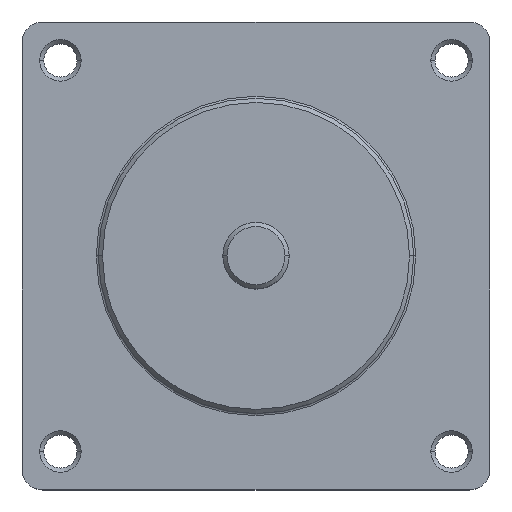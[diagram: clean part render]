
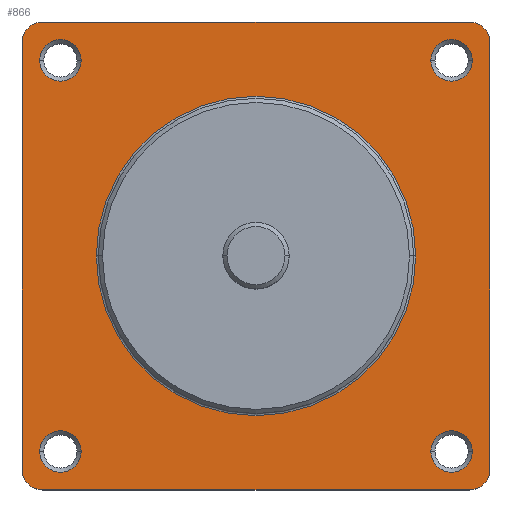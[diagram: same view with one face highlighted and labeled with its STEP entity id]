
A CAD part, top view. The second image highlights one B-rep face of the part: STEP entity #866.
In plain terms, the highlighted planar face has unit normal (0, 0, 1).
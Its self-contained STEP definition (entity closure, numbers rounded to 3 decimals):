
#345=CARTESIAN_POINT('Vertex',(47.45,28.2,54.)) ;
#348=CARTESIAN_POINT('Axis2P3D Location',(28.2,28.2,54.)) ;
#352=CARTESIAN_POINT('Vertex',(8.95,28.2,54.)) ;
#377=CARTESIAN_POINT('Axis2P3D Location',(28.2,28.2,54.)) ;
#455=CARTESIAN_POINT('Vertex',(7.13,51.77,54.)) ;
#458=CARTESIAN_POINT('Axis2P3D Location',(4.63,51.77,54.)) ;
#462=CARTESIAN_POINT('Vertex',(2.13,51.77,54.)) ;
#482=CARTESIAN_POINT('Axis2P3D Location',(4.63,51.77,54.)) ;
#560=CARTESIAN_POINT('Vertex',(7.13,4.63,54.)) ;
#563=CARTESIAN_POINT('Axis2P3D Location',(4.63,4.63,54.)) ;
#567=CARTESIAN_POINT('Vertex',(2.13,4.63,54.)) ;
#587=CARTESIAN_POINT('Axis2P3D Location',(4.63,4.63,54.)) ;
#665=CARTESIAN_POINT('Vertex',(54.27,4.63,54.)) ;
#668=CARTESIAN_POINT('Axis2P3D Location',(51.77,4.63,54.)) ;
#672=CARTESIAN_POINT('Vertex',(49.27,4.63,54.)) ;
#692=CARTESIAN_POINT('Axis2P3D Location',(51.77,4.63,54.)) ;
#761=CARTESIAN_POINT('Axis2P3D Location',(0.,0.,54.)) ;
#766=CARTESIAN_POINT('Line Origine',(28.2,56.4,54.)) ;
#770=CARTESIAN_POINT('Vertex',(53.9,56.4,54.)) ;
#772=CARTESIAN_POINT('Vertex',(2.5,56.4,54.)) ;
#775=CARTESIAN_POINT('Axis2P3D Location',(2.5,53.9,54.)) ;
#779=CARTESIAN_POINT('Vertex',(0.,53.9,54.)) ;
#782=CARTESIAN_POINT('Line Origine',(0.,28.2,54.)) ;
#786=CARTESIAN_POINT('Vertex',(0.,2.5,54.)) ;
#789=CARTESIAN_POINT('Axis2P3D Location',(2.5,2.5,54.)) ;
#793=CARTESIAN_POINT('Vertex',(2.5,0.,54.)) ;
#796=CARTESIAN_POINT('Line Origine',(28.2,0.,54.)) ;
#800=CARTESIAN_POINT('Vertex',(53.9,0.,54.)) ;
#803=CARTESIAN_POINT('Axis2P3D Location',(53.9,2.5,54.)) ;
#807=CARTESIAN_POINT('Vertex',(56.4,2.5,54.)) ;
#810=CARTESIAN_POINT('Line Origine',(56.4,28.2,54.)) ;
#814=CARTESIAN_POINT('Vertex',(56.4,53.9,54.)) ;
#817=CARTESIAN_POINT('Axis2P3D Location',(53.9,53.9,54.)) ;
#832=CARTESIAN_POINT('Axis2P3D Location',(51.77,51.77,54.)) ;
#836=CARTESIAN_POINT('Vertex',(54.27,51.77,54.)) ;
#838=CARTESIAN_POINT('Vertex',(49.27,51.77,54.)) ;
#841=CARTESIAN_POINT('Axis2P3D Location',(51.77,51.77,54.)) ;
#349=DIRECTION('Axis2P3D Direction',(-0.,0.,1.)) ;
#378=DIRECTION('Axis2P3D Direction',(0.,-0.,1.)) ;
#459=DIRECTION('Axis2P3D Direction',(0.,0.,1.)) ;
#483=DIRECTION('Axis2P3D Direction',(0.,0.,1.)) ;
#564=DIRECTION('Axis2P3D Direction',(0.,0.,1.)) ;
#588=DIRECTION('Axis2P3D Direction',(0.,0.,1.)) ;
#669=DIRECTION('Axis2P3D Direction',(0.,0.,1.)) ;
#693=DIRECTION('Axis2P3D Direction',(0.,0.,1.)) ;
#762=DIRECTION('Axis2P3D Direction',(0.,0.,1.)) ;
#763=DIRECTION('Axis2P3D XDirection',(1.,0.,0.)) ;
#767=DIRECTION('Vector Direction',(-1.,0.,0.)) ;
#776=DIRECTION('Axis2P3D Direction',(0.,0.,1.)) ;
#783=DIRECTION('Vector Direction',(0.,-1.,0.)) ;
#790=DIRECTION('Axis2P3D Direction',(0.,0.,1.)) ;
#797=DIRECTION('Vector Direction',(1.,0.,0.)) ;
#804=DIRECTION('Axis2P3D Direction',(0.,0.,1.)) ;
#811=DIRECTION('Vector Direction',(0.,1.,0.)) ;
#818=DIRECTION('Axis2P3D Direction',(0.,0.,1.)) ;
#833=DIRECTION('Axis2P3D Direction',(0.,0.,1.)) ;
#842=DIRECTION('Axis2P3D Direction',(0.,0.,1.)) ;
#350=AXIS2_PLACEMENT_3D('Circle Axis2P3D',#348,#349,$) ;
#379=AXIS2_PLACEMENT_3D('Circle Axis2P3D',#377,#378,$) ;
#460=AXIS2_PLACEMENT_3D('Circle Axis2P3D',#458,#459,$) ;
#484=AXIS2_PLACEMENT_3D('Circle Axis2P3D',#482,#483,$) ;
#565=AXIS2_PLACEMENT_3D('Circle Axis2P3D',#563,#564,$) ;
#589=AXIS2_PLACEMENT_3D('Circle Axis2P3D',#587,#588,$) ;
#670=AXIS2_PLACEMENT_3D('Circle Axis2P3D',#668,#669,$) ;
#694=AXIS2_PLACEMENT_3D('Circle Axis2P3D',#692,#693,$) ;
#764=AXIS2_PLACEMENT_3D('Plane Axis2P3D',#761,#762,#763) ;
#777=AXIS2_PLACEMENT_3D('Circle Axis2P3D',#775,#776,$) ;
#791=AXIS2_PLACEMENT_3D('Circle Axis2P3D',#789,#790,$) ;
#805=AXIS2_PLACEMENT_3D('Circle Axis2P3D',#803,#804,$) ;
#819=AXIS2_PLACEMENT_3D('Circle Axis2P3D',#817,#818,$) ;
#834=AXIS2_PLACEMENT_3D('Circle Axis2P3D',#832,#833,$) ;
#843=AXIS2_PLACEMENT_3D('Circle Axis2P3D',#841,#842,$) ;
#823=ORIENTED_EDGE('',*,*,#774,.T.) ;
#824=ORIENTED_EDGE('',*,*,#781,.F.) ;
#825=ORIENTED_EDGE('',*,*,#788,.T.) ;
#826=ORIENTED_EDGE('',*,*,#795,.F.) ;
#827=ORIENTED_EDGE('',*,*,#802,.T.) ;
#828=ORIENTED_EDGE('',*,*,#809,.F.) ;
#829=ORIENTED_EDGE('',*,*,#816,.T.) ;
#830=ORIENTED_EDGE('',*,*,#821,.F.) ;
#847=ORIENTED_EDGE('',*,*,#840,.F.) ;
#848=ORIENTED_EDGE('',*,*,#845,.F.) ;
#851=ORIENTED_EDGE('',*,*,#696,.F.) ;
#852=ORIENTED_EDGE('',*,*,#674,.F.) ;
#855=ORIENTED_EDGE('',*,*,#591,.F.) ;
#856=ORIENTED_EDGE('',*,*,#569,.F.) ;
#859=ORIENTED_EDGE('',*,*,#486,.F.) ;
#860=ORIENTED_EDGE('',*,*,#464,.F.) ;
#863=ORIENTED_EDGE('',*,*,#381,.T.) ;
#864=ORIENTED_EDGE('',*,*,#354,.T.) ;
#849=FACE_BOUND('',#846,.T.) ;
#853=FACE_BOUND('',#850,.T.) ;
#857=FACE_BOUND('',#854,.T.) ;
#861=FACE_BOUND('',#858,.T.) ;
#865=FACE_BOUND('',#862,.T.) ;
#768=VECTOR('Line Direction',#767,1.) ;
#784=VECTOR('Line Direction',#783,1.) ;
#798=VECTOR('Line Direction',#797,1.) ;
#812=VECTOR('Line Direction',#811,1.) ;
#866=ADVANCED_FACE('StepEngine',(#831,#849,#853,#857,#861,#865),#765,.T.) ;
#351=CIRCLE('generated circle',#350,19.25) ;
#380=CIRCLE('generated circle',#379,19.25) ;
#461=CIRCLE('generated circle',#460,2.5) ;
#485=CIRCLE('generated circle',#484,2.5) ;
#566=CIRCLE('generated circle',#565,2.5) ;
#590=CIRCLE('generated circle',#589,2.5) ;
#671=CIRCLE('generated circle',#670,2.5) ;
#695=CIRCLE('generated circle',#694,2.5) ;
#778=CIRCLE('generated circle',#777,2.5) ;
#792=CIRCLE('generated circle',#791,2.5) ;
#806=CIRCLE('generated circle',#805,2.5) ;
#820=CIRCLE('generated circle',#819,2.5) ;
#835=CIRCLE('generated circle',#834,2.5) ;
#844=CIRCLE('generated circle',#843,2.5) ;
#354=EDGE_CURVE('',#353,#346,#351,.F.) ;
#381=EDGE_CURVE('',#346,#353,#380,.F.) ;
#464=EDGE_CURVE('',#456,#463,#461,.T.) ;
#486=EDGE_CURVE('',#463,#456,#485,.T.) ;
#569=EDGE_CURVE('',#561,#568,#566,.T.) ;
#591=EDGE_CURVE('',#568,#561,#590,.T.) ;
#674=EDGE_CURVE('',#666,#673,#671,.T.) ;
#696=EDGE_CURVE('',#673,#666,#695,.T.) ;
#774=EDGE_CURVE('',#771,#773,#769,.T.) ;
#781=EDGE_CURVE('',#780,#773,#778,.F.) ;
#788=EDGE_CURVE('',#780,#787,#785,.T.) ;
#795=EDGE_CURVE('',#794,#787,#792,.F.) ;
#802=EDGE_CURVE('',#794,#801,#799,.T.) ;
#809=EDGE_CURVE('',#808,#801,#806,.F.) ;
#816=EDGE_CURVE('',#808,#815,#813,.T.) ;
#821=EDGE_CURVE('',#771,#815,#820,.F.) ;
#840=EDGE_CURVE('',#837,#839,#835,.T.) ;
#845=EDGE_CURVE('',#839,#837,#844,.T.) ;
#822=EDGE_LOOP('',(#823,#824,#825,#826,#827,#828,#829,#830)) ;
#846=EDGE_LOOP('',(#847,#848)) ;
#850=EDGE_LOOP('',(#851,#852)) ;
#854=EDGE_LOOP('',(#855,#856)) ;
#858=EDGE_LOOP('',(#859,#860)) ;
#862=EDGE_LOOP('',(#863,#864)) ;
#831=FACE_OUTER_BOUND('',#822,.T.) ;
#769=LINE('Line',#766,#768) ;
#785=LINE('Line',#782,#784) ;
#799=LINE('Line',#796,#798) ;
#813=LINE('Line',#810,#812) ;
#765=PLANE('Plane',#764) ;
#346=VERTEX_POINT('',#345) ;
#353=VERTEX_POINT('',#352) ;
#456=VERTEX_POINT('',#455) ;
#463=VERTEX_POINT('',#462) ;
#561=VERTEX_POINT('',#560) ;
#568=VERTEX_POINT('',#567) ;
#666=VERTEX_POINT('',#665) ;
#673=VERTEX_POINT('',#672) ;
#771=VERTEX_POINT('',#770) ;
#773=VERTEX_POINT('',#772) ;
#780=VERTEX_POINT('',#779) ;
#787=VERTEX_POINT('',#786) ;
#794=VERTEX_POINT('',#793) ;
#801=VERTEX_POINT('',#800) ;
#808=VERTEX_POINT('',#807) ;
#815=VERTEX_POINT('',#814) ;
#837=VERTEX_POINT('',#836) ;
#839=VERTEX_POINT('',#838) ;
